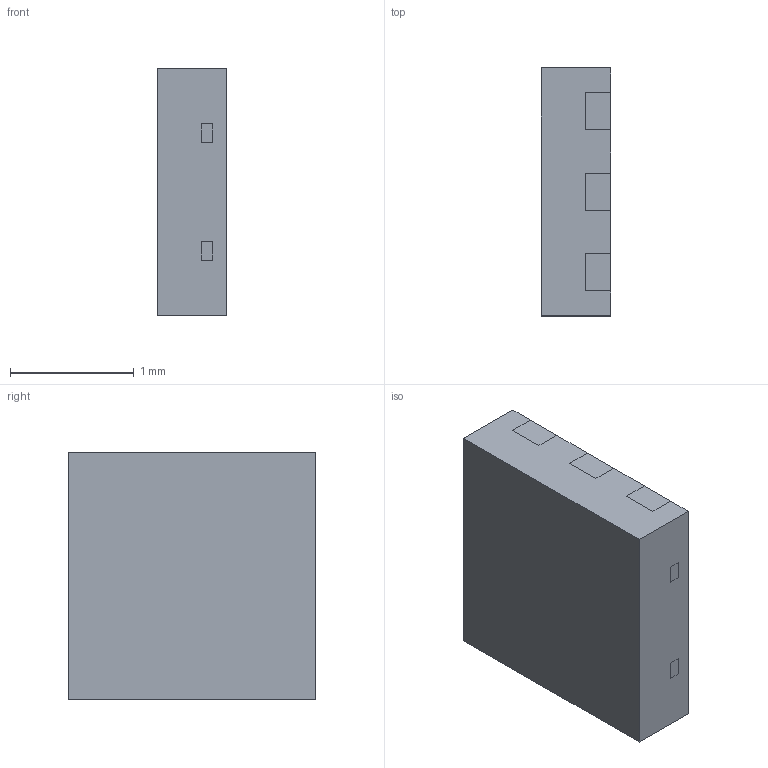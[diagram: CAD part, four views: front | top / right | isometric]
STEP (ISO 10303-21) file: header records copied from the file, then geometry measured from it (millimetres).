
FILE_DESCRIPTION(/* description */ ('Unknown'),/* implementation_level */ '2;1');
FILE_NAME(/* name */ 'DFN2020S-6 STP',/* time_stamp */ '2020-09-30T11:07:15+08:00',/* author */ ('Unknown'),/* organization */ ('Unknown'),/* preprocessor_version */ 'ST-DEVELOPER v16.7',/* originating_system */ 'DEX',/* authorisation */ $);
FILE_SCHEMA (('AUTOMOTIVE_DESIGN {1 0 10303 214 3 1 1}'));
Length unit declared in the file: millimetre
Products named in the file (3): DFN2020S-6; EMC; LDF
Assembly tree (2 placements, depth 2):
  DFN2020S-6
    EMC
    LDF
Bounding box: 0.56 x 2 x 2 mm (x, y, z)
Volume: 2.2 mm3; surface area: 24.5 mm2
Topology: 8 solids, 8 shells, 211 faces, 588 edges, 392 vertices
Faces by surface type: plane 171, cylinder 40
Entity records: 7553 total; most frequent: CARTESIAN_POINT 1194, ORIENTED_EDGE 1176, DIRECTION 1096, EDGE_CURVE 588, LINE 508, VECTOR 508, VERTEX_POINT 392, AXIS2_PLACEMENT_3D 294
